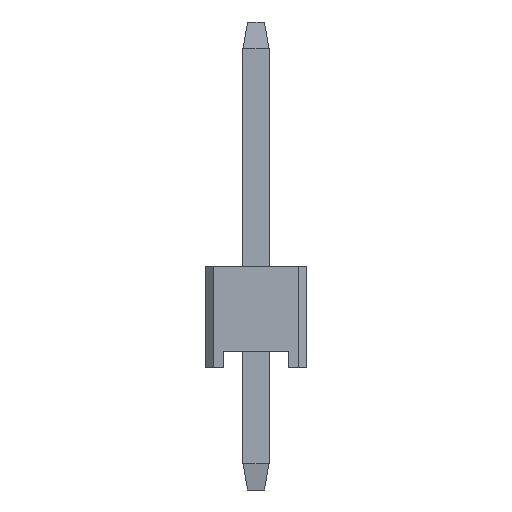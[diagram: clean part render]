
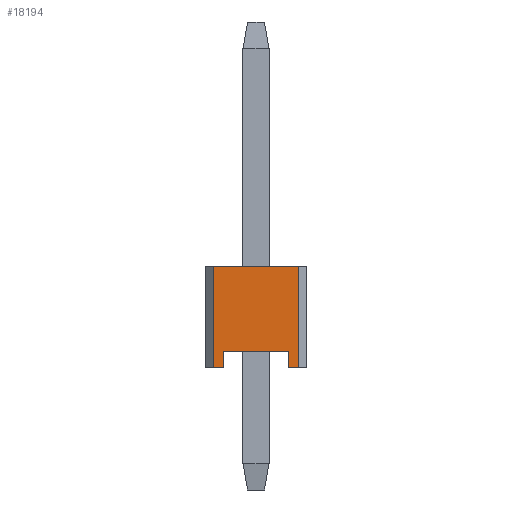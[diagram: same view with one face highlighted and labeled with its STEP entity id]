
A CAD part, left-side view. The second image highlights one B-rep face of the part: STEP entity #18194.
In plain terms, the highlighted planar face has unit normal (-1, 0, 0).
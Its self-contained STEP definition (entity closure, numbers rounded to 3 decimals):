
#768=FACE_OUTER_BOUND('',#1754,.T.);
#1754=EDGE_LOOP('',(#11433,#11434,#11435,#11436,#11437,#11438,#11439,#11440));
#2806=LINE('',#23936,#4941);
#2865=LINE('',#24222,#5000);
#2875=LINE('',#24241,#5010);
#2881=LINE('',#24253,#5016);
#2882=LINE('',#24255,#5017);
#2883=LINE('',#24258,#5018);
#2884=LINE('',#24260,#5019);
#2885=LINE('',#24261,#5020);
#4941=VECTOR('',#20069,1.);
#5000=VECTOR('',#20142,1.);
#5010=VECTOR('',#20154,1.);
#5016=VECTOR('',#20168,1.);
#5017=VECTOR('',#20171,1.);
#5018=VECTOR('',#20174,1.);
#5019=VECTOR('',#20175,1.);
#5020=VECTOR('',#20176,1.);
#7075=VERTEX_POINT('',#23932);
#7077=VERTEX_POINT('',#23935);
#7138=VERTEX_POINT('',#24219);
#7139=VERTEX_POINT('',#24221);
#7145=VERTEX_POINT('',#24234);
#7147=VERTEX_POINT('',#24239);
#7150=VERTEX_POINT('',#24257);
#7151=VERTEX_POINT('',#24259);
#8758=EDGE_CURVE('',#7077,#7075,#2806,.T.);
#8827=EDGE_CURVE('',#7138,#7139,#2865,.T.);
#8837=EDGE_CURVE('',#7145,#7147,#2875,.T.);
#8843=EDGE_CURVE('',#7077,#7138,#2881,.T.);
#8844=EDGE_CURVE('',#7147,#7139,#2882,.T.);
#8845=EDGE_CURVE('',#7150,#7075,#2883,.T.);
#8846=EDGE_CURVE('',#7151,#7150,#2884,.T.);
#8847=EDGE_CURVE('',#7145,#7151,#2885,.T.);
#11433=ORIENTED_EDGE('',*,*,#8845,.F.);
#11434=ORIENTED_EDGE('',*,*,#8846,.F.);
#11435=ORIENTED_EDGE('',*,*,#8847,.F.);
#11436=ORIENTED_EDGE('',*,*,#8837,.T.);
#11437=ORIENTED_EDGE('',*,*,#8844,.T.);
#11438=ORIENTED_EDGE('',*,*,#8827,.F.);
#11439=ORIENTED_EDGE('',*,*,#8843,.F.);
#11440=ORIENTED_EDGE('',*,*,#8758,.T.);
#16436=PLANE('',#19209);
#18194=ADVANCED_FACE('',(#768),#16436,.T.);
#19209=AXIS2_PLACEMENT_3D('',#24256,#20172,#20173);
#20069=DIRECTION('',(0.,-1.,0.));
#20142=DIRECTION('',(0.,-1.,0.));
#20154=DIRECTION('',(0.,-1.,0.));
#20168=DIRECTION('',(0.,0.,1.));
#20171=DIRECTION('',(0.,0.,1.));
#20172=DIRECTION('center_axis',(-1.,0.,0.));
#20173=DIRECTION('ref_axis',(0.,-1.,0.));
#20174=DIRECTION('',(0.,0.,-1.));
#20175=DIRECTION('',(0.,1.,0.));
#20176=DIRECTION('',(0.,0.,1.));
#23932=CARTESIAN_POINT('',(-10.26,0.8,0.));
#23935=CARTESIAN_POINT('',(-10.26,1.05,0.));
#23936=CARTESIAN_POINT('',(-10.26,1.05,0.));
#24219=CARTESIAN_POINT('',(-10.26,1.05,2.5));
#24221=CARTESIAN_POINT('',(-10.26,-1.05,2.5));
#24222=CARTESIAN_POINT('',(-10.26,1.05,2.5));
#24234=CARTESIAN_POINT('',(-10.26,-0.8,0.));
#24239=CARTESIAN_POINT('',(-10.26,-1.05,0.));
#24241=CARTESIAN_POINT('',(-10.26,1.05,0.));
#24253=CARTESIAN_POINT('',(-10.26,1.05,0.));
#24255=CARTESIAN_POINT('',(-10.26,-1.05,0.));
#24256=CARTESIAN_POINT('Origin',(-10.26,1.05,0.));
#24257=CARTESIAN_POINT('',(-10.26,0.8,0.4));
#24258=CARTESIAN_POINT('',(-10.26,0.8,0.));
#24259=CARTESIAN_POINT('',(-10.26,-0.8,0.4));
#24260=CARTESIAN_POINT('',(-10.26,1.05,0.4));
#24261=CARTESIAN_POINT('',(-10.26,-0.8,0.));
